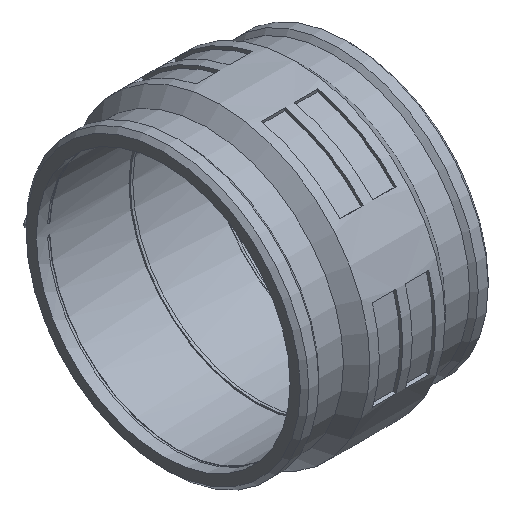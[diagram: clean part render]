
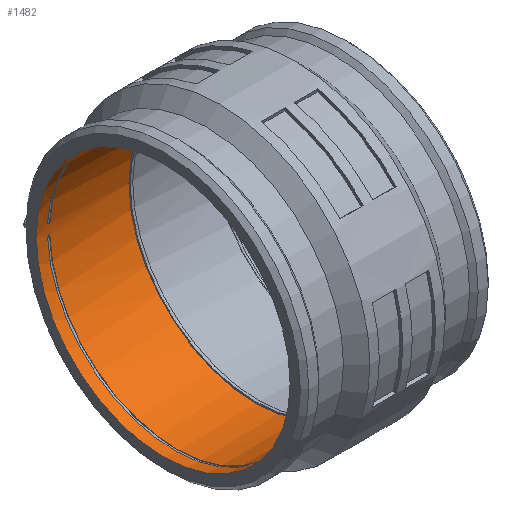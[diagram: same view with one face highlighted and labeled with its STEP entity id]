
A CAD part, isometric view. The second image highlights one B-rep face of the part: STEP entity #1482.
In plain terms, the highlighted cylindrical face has radius 200 mm (diameter 400 mm), a full revolution.
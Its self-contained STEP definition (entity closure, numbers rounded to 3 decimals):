
#28=B_SPLINE_CURVE_WITH_KNOTS('',3,(#2619,#2620,#2621,#2622,#2623,#2624),
 .UNSPECIFIED.,.F.,.F.,(4,2,4),(3.253,3.348,3.636),
 .UNSPECIFIED.);
#30=B_SPLINE_CURVE_WITH_KNOTS('',3,(#2641,#2642,#2643,#2644,#2645,#2646),
 .UNSPECIFIED.,.F.,.F.,(4,2,4),(5.291,5.579,5.674),
 .UNSPECIFIED.);
#59=FACE_BOUND('',#303,.T.);
#60=FACE_BOUND('',#304,.T.);
#105=CYLINDRICAL_SURFACE('',#1648,200.);
#190=FACE_OUTER_BOUND('',#302,.T.);
#302=EDGE_LOOP('',(#1243));
#303=EDGE_LOOP('',(#1244));
#304=EDGE_LOOP('',(#1245,#1246,#1247,#1248));
#415=CIRCLE('',#1649,200.);
#416=CIRCLE('',#1650,200.);
#417=CIRCLE('',#1651,200.);
#418=CIRCLE('',#1652,200.);
#742=VERTEX_POINT('',#2610);
#744=VERTEX_POINT('',#2618);
#746=VERTEX_POINT('',#2630);
#747=VERTEX_POINT('',#2637);
#749=VERTEX_POINT('',#2652);
#750=VERTEX_POINT('',#2654);
#932=EDGE_CURVE('',#742,#744,#28,.T.);
#936=EDGE_CURVE('',#747,#746,#30,.T.);
#939=EDGE_CURVE('',#749,#749,#415,.T.);
#940=EDGE_CURVE('',#750,#750,#416,.T.);
#941=EDGE_CURVE('',#744,#747,#417,.T.);
#942=EDGE_CURVE('',#742,#746,#418,.T.);
#1243=ORIENTED_EDGE('',*,*,#939,.T.);
#1244=ORIENTED_EDGE('',*,*,#940,.F.);
#1245=ORIENTED_EDGE('',*,*,#936,.F.);
#1246=ORIENTED_EDGE('',*,*,#941,.F.);
#1247=ORIENTED_EDGE('',*,*,#932,.F.);
#1248=ORIENTED_EDGE('',*,*,#942,.T.);
#1482=ADVANCED_FACE('',(#190,#59,#60),#105,.F.);
#1648=AXIS2_PLACEMENT_3D('',#2651,#2071,#2072);
#1649=AXIS2_PLACEMENT_3D('',#2653,#2073,#2074);
#1650=AXIS2_PLACEMENT_3D('',#2655,#2075,#2076);
#1651=AXIS2_PLACEMENT_3D('',#2656,#2077,#2078);
#1652=AXIS2_PLACEMENT_3D('',#2657,#2079,#2080);
#2071=DIRECTION('center_axis',(1.,0.,0.));
#2072=DIRECTION('ref_axis',(0.,1.,0.));
#2073=DIRECTION('center_axis',(1.,0.,0.));
#2074=DIRECTION('ref_axis',(0.,0.,-1.));
#2075=DIRECTION('center_axis',(1.,0.,0.));
#2076=DIRECTION('ref_axis',(0.,0.,-1.));
#2077=DIRECTION('center_axis',(1.,0.,0.));
#2078=DIRECTION('ref_axis',(0.,0.,-1.));
#2079=DIRECTION('center_axis',(1.,0.,0.));
#2080=DIRECTION('ref_axis',(0.,0.,-1.));
#2610=CARTESIAN_POINT('',(-130.37,199.776,9.468));
#2618=CARTESIAN_POINT('',(-126.844,199.857,7.558));
#2619=CARTESIAN_POINT('Ctrl Pts',(-130.37,199.776,9.468));
#2620=CARTESIAN_POINT('Ctrl Pts',(-130.049,199.78,9.372));
#2621=CARTESIAN_POINT('Ctrl Pts',(-129.732,199.786,9.259));
#2622=CARTESIAN_POINT('Ctrl Pts',(-128.479,199.809,8.738));
#2623=CARTESIAN_POINT('Ctrl Pts',(-127.598,199.833,8.194));
#2624=CARTESIAN_POINT('Ctrl Pts',(-126.844,199.857,7.558));
#2630=CARTESIAN_POINT('',(-130.37,199.776,-9.468));
#2637=CARTESIAN_POINT('',(-126.844,199.857,-7.558));
#2641=CARTESIAN_POINT('Ctrl Pts',(-126.844,199.857,-7.558));
#2642=CARTESIAN_POINT('Ctrl Pts',(-127.598,199.833,-8.194));
#2643=CARTESIAN_POINT('Ctrl Pts',(-128.479,199.809,-8.738));
#2644=CARTESIAN_POINT('Ctrl Pts',(-129.732,199.786,-9.259));
#2645=CARTESIAN_POINT('Ctrl Pts',(-130.049,199.78,-9.372));
#2646=CARTESIAN_POINT('Ctrl Pts',(-130.37,199.776,-9.468));
#2651=CARTESIAN_POINT('Origin',(-139.185,0.,0.));
#2652=CARTESIAN_POINT('',(-2.,200.,0.));
#2653=CARTESIAN_POINT('Origin',(-2.,0.,0.));
#2654=CARTESIAN_POINT('',(-148.,200.,0.));
#2655=CARTESIAN_POINT('Origin',(-148.,0.,0.));
#2656=CARTESIAN_POINT('Origin',(-126.844,0.,0.));
#2657=CARTESIAN_POINT('Origin',(-130.37,0.,0.));
